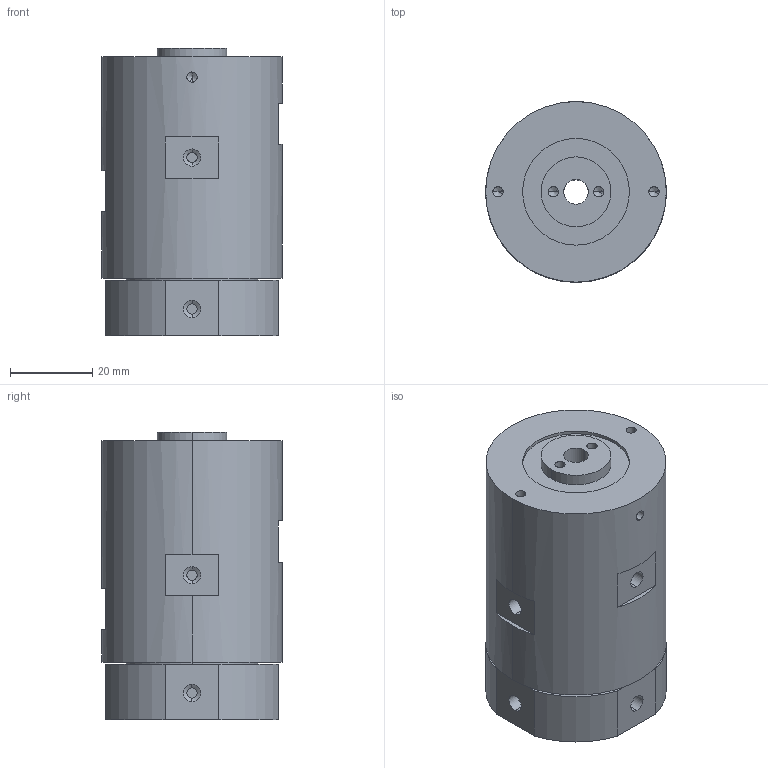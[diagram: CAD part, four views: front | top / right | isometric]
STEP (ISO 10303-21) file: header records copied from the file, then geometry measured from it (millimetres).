
FILE_DESCRIPTION (( 'STEP AP203' ), '1' );
FILE_NAME ('MQR4.STEP', '2020-07-25T02:27:26', ( 'gongcheng1' ), ( '' ), 'SwSTEP 2.0', 'SolidWorks 2014', '' );
FILE_SCHEMA (( 'CONFIG_CONTROL_DESIGN' ));
Length unit declared in the file: millimetre
Products named in the file (1): MQR4
Bounding box: 44 x 44 x 70 mm (x, y, z)
Volume: 98911.2 mm3; surface area: 17200.1 mm2
Topology: 1 solids, 1 shells, 128 faces, 294 edges, 172 vertices
Faces by surface type: cylinder 66, cone 32, plane 30
Entity records: 3651 total; most frequent: CARTESIAN_POINT 679, DIRECTION 660, ORIENTED_EDGE 556, EDGE_CURVE 278, AXIS2_PLACEMENT_3D 265, VERTEX_POINT 172, EDGE_LOOP 152, CIRCLE 136
